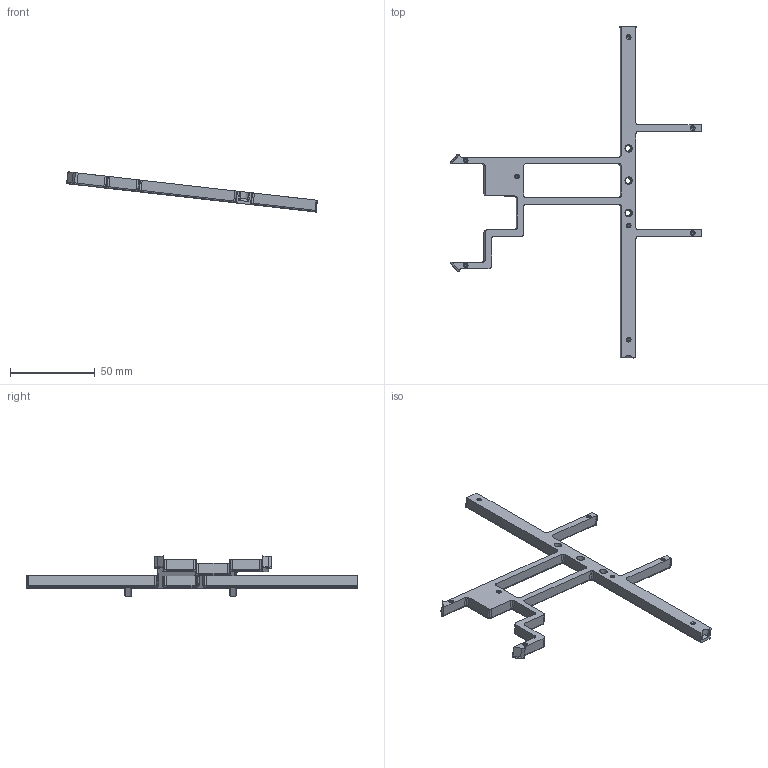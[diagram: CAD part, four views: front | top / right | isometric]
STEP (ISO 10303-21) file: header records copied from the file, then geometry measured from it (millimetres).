
FILE_DESCRIPTION(/* description */ ('Alibre Inc.'),/* implementation_level */ '2;1');
FILE_NAME(/* name */ 'export-C71FB3D8-22A2-424F-A826-AC21C8071551',/* time_stamp */ '2026-01-09T23:39:15-05:00',/* author */ (''),/* organization */ (''),/* preprocessor_version */ 'ST-DEVELOPER v17',/* originating_system */ 'Alibre',/* authorisation */ '');
FILE_SCHEMA (('AUTOMOTIVE_DESIGN'));
Length unit declared in the file: millimetre
Products named in the file (1): Right key separator
Bounding box: 147.99 x 195.9 x 23.76 mm (x, y, z)
Volume: 22663 mm3; surface area: 14029.1 mm2
Topology: 1 solids, 1 shells, 300 faces, 788 edges, 482 vertices
Faces by surface type: cylinder 173, cone 44, plane 42, torus 27, bspline 14
Entity records: 9968 total; most frequent: CARTESIAN_POINT 2605, DIRECTION 1566, ORIENTED_EDGE 1546, EDGE_CURVE 773, AXIS2_PLACEMENT_3D 649, VERTEX_POINT 483, CIRCLE 353, VECTOR 337
